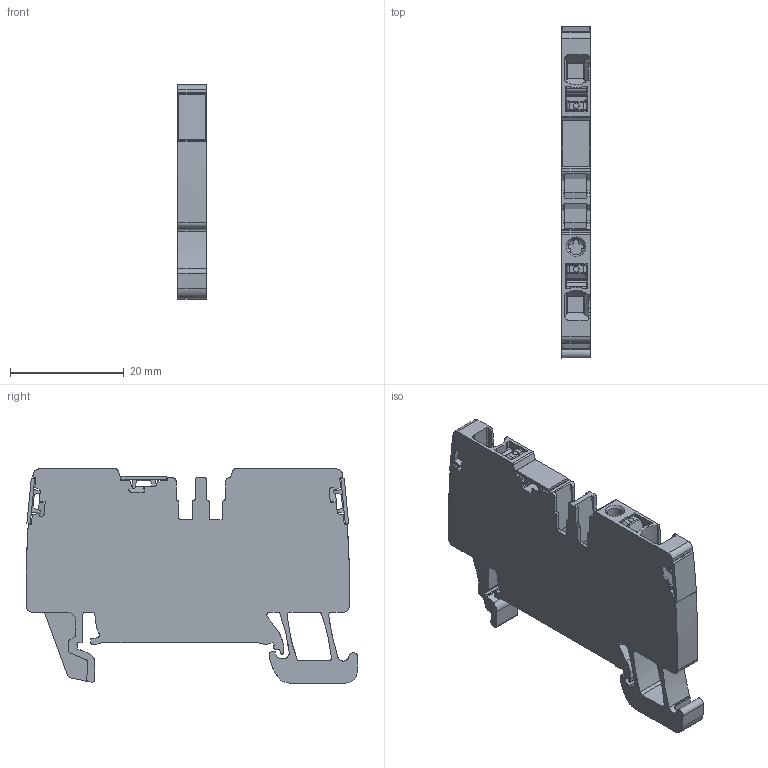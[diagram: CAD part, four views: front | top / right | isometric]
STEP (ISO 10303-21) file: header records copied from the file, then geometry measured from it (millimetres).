
FILE_DESCRIPTION(('CATIA V5 STEP Exchange','CAx-IF Rec.Pracs.--- Model Styling and Organization---1.4--- 2014-01-23'),'2;1');
FILE_NAME ('1415698-1_0', '2021-12-02T09:23:20+00:00', ('none'), ('Weidmueller'), 'CATIA Version 5-6 Release 2016 SP3 HF44', 'CATIA V5 STEP AP214', 'none');
FILE_SCHEMA(('AUTOMOTIVE_DESIGN { 1 0 10303 214 1 1 1 1 }'));
Length unit declared in the file: millimetre
Products named in the file (1): 2862990000
Bounding box: 5.1 x 58.39 x 37.65 mm (x, y, z)
Volume: 7477.9 mm3; surface area: 6325 mm2
Topology: 6 solids, 8 shells, 887 faces, 2482 edges, 1618 vertices
Faces by surface type: plane 394, cylinder 325, extrusion 122, bspline 20, torus 19, cone 4, sphere 3
Entity records: 30502 total; most frequent: CARTESIAN_POINT 8658, ORIENTED_EDGE 4958, DIRECTION 3505, EDGE_CURVE 2479, VECTOR 1742, LINE 1620, VERTEX_POINT 1618, AXIS2_PLACEMENT_3D 1095
